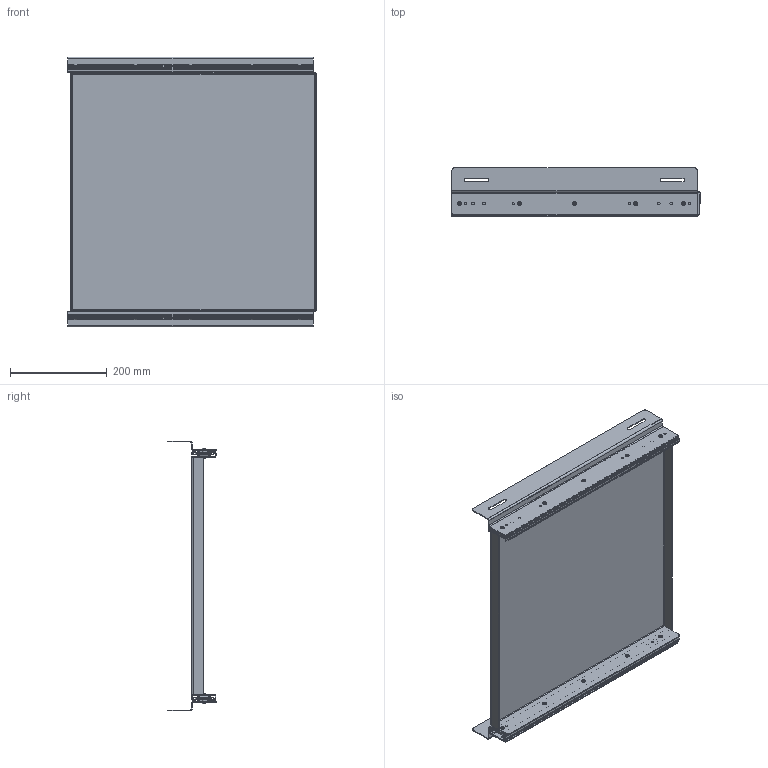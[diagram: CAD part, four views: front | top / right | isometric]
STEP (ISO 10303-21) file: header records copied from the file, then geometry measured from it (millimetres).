
FILE_DESCRIPTION (( 'STEP AP203' ), '1' );
FILE_NAME ('SCE-20POS.step', '2021-02-09T15:09:47', ( 'ADC123' ), ( 'Microsoft' ), 'SwSTEP 2.0', 'SolidWorks 2019', '' );
FILE_SCHEMA (( 'CONFIG_CONTROL_DESIGN' ));
Length unit declared in the file: inch
Products named in the file (1): SCE-20POS
Bounding box: 514.1 x 99.77 x 558.8 mm (x, y, z)
Volume: 1111547 mm3; surface area: 1233253.3 mm2
Topology: 29 solids, 29 shells, 710 faces, 1798 edges, 1208 vertices
Faces by surface type: plane 332, cylinder 290, bspline 68, torus 20
Full cylindrical faces by diameter (mm): 2.464 x20, 3.962 x20, 4.064 x20, 4.369 x28, 5.08 x34, 5.486 x20
Entity records: 28097 total; most frequent: CARTESIAN_POINT 11845, DIRECTION 3148, ORIENTED_EDGE 3072, EDGE_CURVE 1536, AXIS2_PLACEMENT_3D 1191, EDGE_LOOP 1190, VERTEX_POINT 1168, FACE_OUTER_BOUND 932
